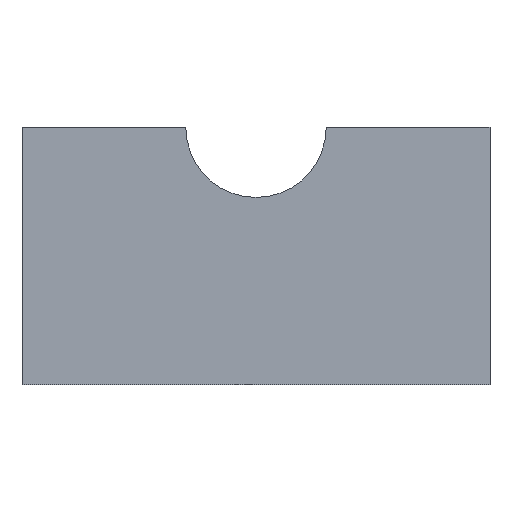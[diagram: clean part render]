
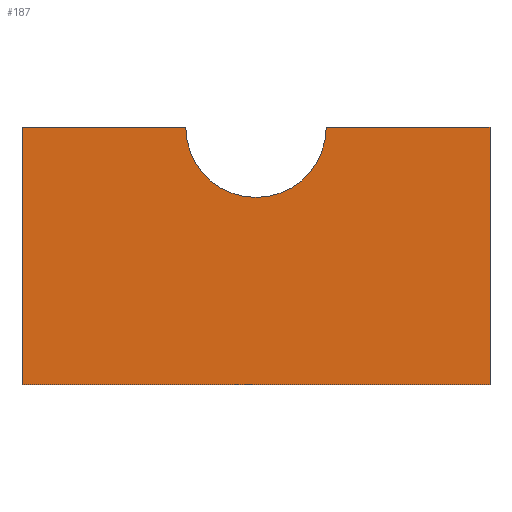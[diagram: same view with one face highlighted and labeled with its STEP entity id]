
A CAD part, top view. The second image highlights one B-rep face of the part: STEP entity #187.
In plain terms, the highlighted planar face has unit normal (0, 0, 1).
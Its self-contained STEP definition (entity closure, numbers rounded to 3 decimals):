
#21=PLANE('',#224);
#30=FACE_OUTER_BOUND('',#42,.T.);
#42=EDGE_LOOP('',(#150,#151,#152,#153,#154,#155));
#55=LINE('',#305,#73);
#57=LINE('',#311,#75);
#60=LINE('',#317,#78);
#61=LINE('',#319,#79);
#62=LINE('',#320,#80);
#73=VECTOR('',#253,10.);
#75=VECTOR('',#257,10.);
#78=VECTOR('',#262,10.);
#79=VECTOR('',#263,10.);
#80=VECTOR('',#264,10.);
#90=CIRCLE('',#225,9.);
#97=VERTEX_POINT('',#299);
#99=VERTEX_POINT('',#303);
#100=VERTEX_POINT('',#307);
#102=VERTEX_POINT('',#310);
#104=VERTEX_POINT('',#316);
#105=VERTEX_POINT('',#318);
#117=EDGE_CURVE('',#97,#99,#55,.T.);
#119=EDGE_CURVE('',#102,#100,#57,.T.);
#122=EDGE_CURVE('',#100,#104,#60,.T.);
#123=EDGE_CURVE('',#104,#105,#61,.T.);
#124=EDGE_CURVE('',#105,#97,#62,.T.);
#125=EDGE_CURVE('',#99,#102,#90,.T.);
#150=ORIENTED_EDGE('',*,*,#119,.T.);
#151=ORIENTED_EDGE('',*,*,#122,.T.);
#152=ORIENTED_EDGE('',*,*,#123,.T.);
#153=ORIENTED_EDGE('',*,*,#124,.T.);
#154=ORIENTED_EDGE('',*,*,#117,.T.);
#155=ORIENTED_EDGE('',*,*,#125,.T.);
#187=ADVANCED_FACE('',(#30),#21,.T.);
#224=AXIS2_PLACEMENT_3D('',#315,#260,#261);
#225=AXIS2_PLACEMENT_3D('',#321,#265,#266);
#253=DIRECTION('',(-1.,0.,0.));
#257=DIRECTION('',(-1.,0.,0.));
#260=DIRECTION('center_axis',(0.,0.,1.));
#261=DIRECTION('ref_axis',(1.,0.,0.));
#262=DIRECTION('',(0.,-1.,0.));
#263=DIRECTION('',(1.,0.,0.));
#264=DIRECTION('',(0.,1.,0.));
#265=DIRECTION('center_axis',(0.,0.,-1.));
#266=DIRECTION('ref_axis',(-1.,0.,0.));
#299=CARTESIAN_POINT('',(60.,-117.,10.));
#303=CARTESIAN_POINT('',(39.,-117.,10.));
#305=CARTESIAN_POINT('',(15.,-117.,10.));
#307=CARTESIAN_POINT('',(0.,-117.,10.));
#310=CARTESIAN_POINT('',(21.,-117.,10.));
#311=CARTESIAN_POINT('',(15.,-117.,10.));
#315=CARTESIAN_POINT('Origin',(30.,-75.,10.));
#316=CARTESIAN_POINT('',(0.,-150.,10.));
#317=CARTESIAN_POINT('',(0.,0.,10.));
#318=CARTESIAN_POINT('',(60.,-150.,10.));
#319=CARTESIAN_POINT('',(0.,-150.,10.));
#320=CARTESIAN_POINT('',(60.,-150.,10.));
#321=CARTESIAN_POINT('Origin',(30.,-117.,10.));
